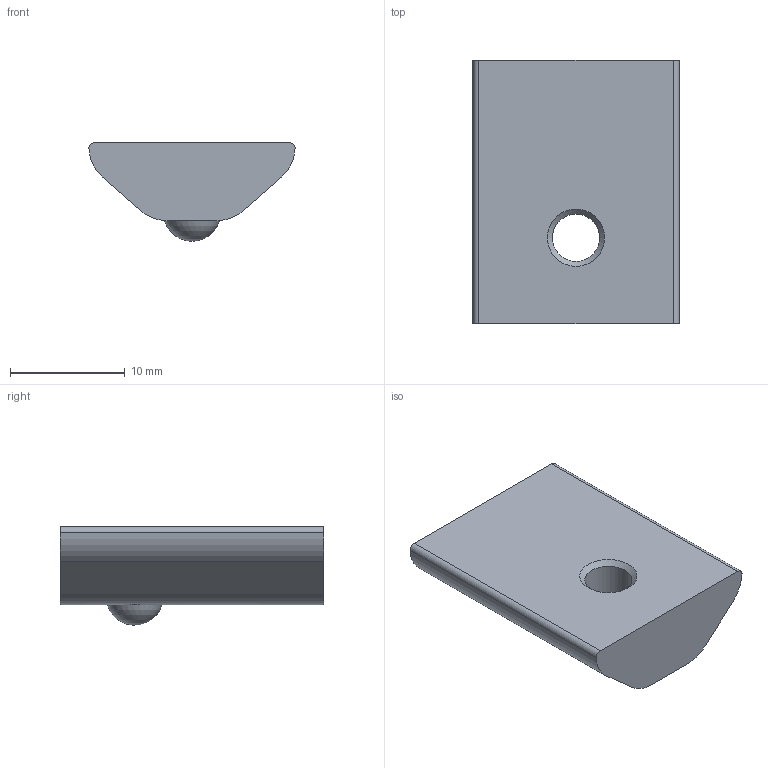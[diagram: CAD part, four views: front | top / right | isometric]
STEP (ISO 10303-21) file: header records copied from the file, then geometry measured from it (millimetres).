
FILE_DESCRIPTION(/* description */ ('Nutenstein schwer mit Federkugel M5, Nut 8'),/* implementation_level */ '2;1');
FILE_NAME(/* name */ '282200300 Nutenstein schwer mit Federkugel M5 N8.stp',/* time_stamp */ '2020-07-20T10:28:22+02:00',/* author */ ('wheldmann'),/* organization */ (''),/* preprocessor_version */ 'ST-DEVELOPER v17.2',/* originating_system */ 'Autodesk Inventor 2019',/* authorisation */ ' ');
FILE_SCHEMA (('AUTOMOTIVE_DESIGN { 1 0 10303 214 3 1 1 }'));
Length unit declared in the file: millimetre
Products named in the file (1): 282200300
Bounding box: 18 x 23 x 8.6 mm (x, y, z)
Volume: 2102 mm3; surface area: 1235.9 mm2
Topology: 1 solids, 1 shells, 16 faces, 46 edges, 31 vertices
Faces by surface type: cylinder 7, plane 7, cone 1, sphere 1
Full cylindrical faces by diameter (mm): 4.134 x1
Entity records: 604 total; most frequent: CARTESIAN_POINT 112, DIRECTION 98, ORIENTED_EDGE 90, EDGE_CURVE 45, AXIS2_PLACEMENT_3D 38, VERTEX_POINT 31, LINE 22, VECTOR 22
